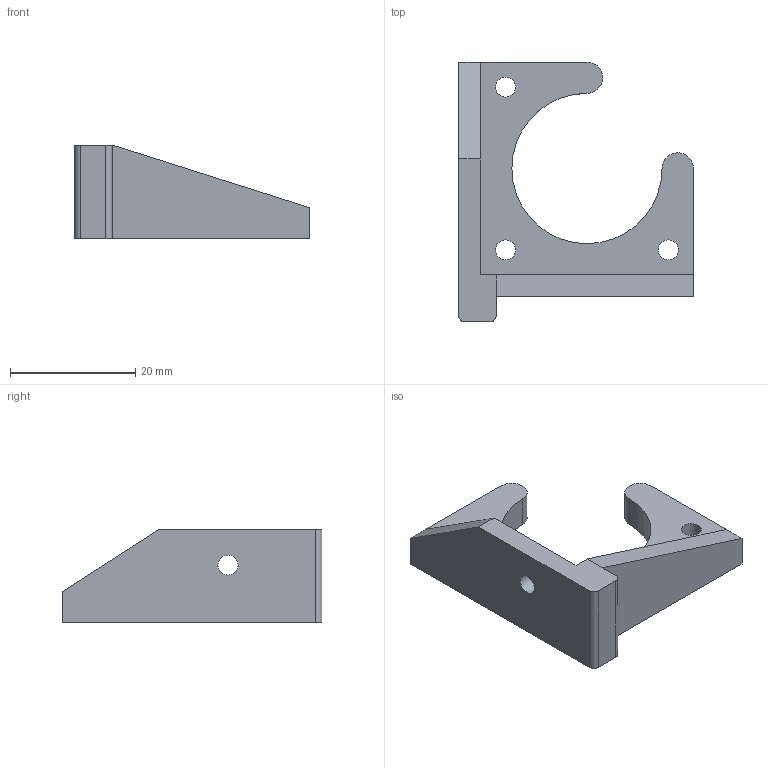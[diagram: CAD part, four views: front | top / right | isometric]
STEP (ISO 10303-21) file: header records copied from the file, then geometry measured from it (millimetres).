
FILE_DESCRIPTION(('FreeCAD Model'),'2;1');
FILE_NAME('z-motor-holder-R-x1.step', '2021-08-23T18:08:08',('Author'),(''), 'Open CASCADE STEP processor 7.3','FreeCAD','Unknown');
FILE_SCHEMA(('AUTOMOTIVE_DESIGN { 1 0 10303 214 1 1 1 1 }'));
Length unit declared in the file: millimetre
Products named in the file (1): motor-holder-R
Bounding box: 37.5 x 41.5 x 15 mm (x, y, z)
Volume: 5872.7 mm3; surface area: 3788.1 mm2
Topology: 1 solids, 1 shells, 22 faces, 57 edges, 37 vertices
Faces by surface type: plane 13, cylinder 9
Full cylindrical faces by diameter (mm): 3.2 x4
Entity records: 1642 total; most frequent: CARTESIAN_POINT 322, DIRECTION 219, LINE 134, VECTOR 134, ORIENTED_EDGE 114, PCURVE 114, DEFINITIONAL_REPRESENTATION 114, EDGE_CURVE 57
